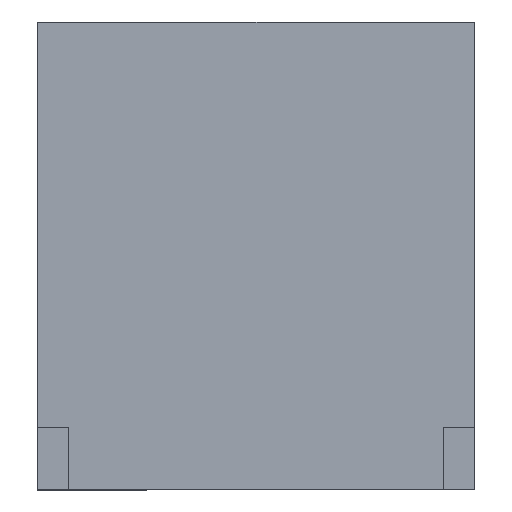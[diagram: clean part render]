
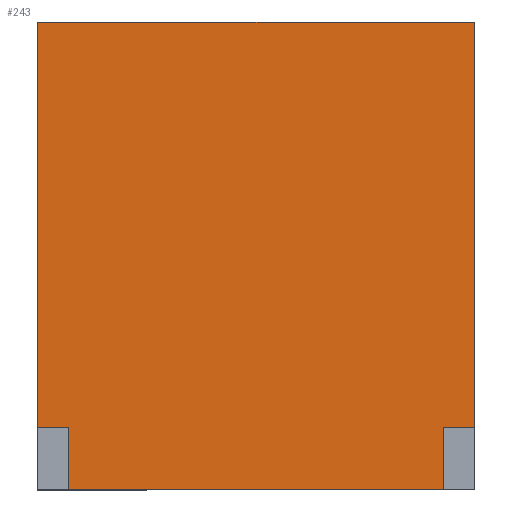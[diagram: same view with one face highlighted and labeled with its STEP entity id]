
A CAD part, top view. The second image highlights one B-rep face of the part: STEP entity #243.
In plain terms, the highlighted planar face has unit normal (0, 0, 1).
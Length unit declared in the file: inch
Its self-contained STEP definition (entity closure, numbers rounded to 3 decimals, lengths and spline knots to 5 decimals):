
#3 = CARTESIAN_POINT ( 'NONE',  ( 6.5, -8.94, 0.5 ) ) ;
#7 = ORIENTED_EDGE ( 'NONE', *, *, #441, .T. ) ;
#49 = CARTESIAN_POINT ( 'NONE',  ( 6.5, 1., 0.5 ) ) ;
#54 = CARTESIAN_POINT ( 'NONE',  ( 0.5, -8.94, 0.5 ) ) ;
#64 = DIRECTION ( 'NONE',  ( -1., 0., 0. ) ) ;
#67 = DIRECTION ( 'NONE',  ( -1., 0., 0. ) ) ;
#74 = LINE ( 'NONE', #244, #342 ) ;
#91 = LINE ( 'NONE', #330, #197 ) ;
#103 = DIRECTION ( 'NONE',  ( 0., -1., 0. ) ) ;
#106 = CARTESIAN_POINT ( 'NONE',  ( 7., 0., 0.5 ) ) ;
#110 = LINE ( 'NONE', #106, #235 ) ;
#132 = VERTEX_POINT ( 'NONE', #230 ) ;
#133 = ORIENTED_EDGE ( 'NONE', *, *, #488, .T. ) ;
#136 = LINE ( 'NONE', #54, #221 ) ;
#139 = VERTEX_POINT ( 'NONE', #49 ) ;
#150 = VERTEX_POINT ( 'NONE', #511 ) ;
#160 = ORIENTED_EDGE ( 'NONE', *, *, #474, .F. ) ;
#183 = EDGE_CURVE ( 'NONE', #343, #210, #74, .T. ) ;
#189 = LINE ( 'NONE', #498, #228 ) ;
#197 = VECTOR ( 'NONE', #67, 39.37008 ) ;
#205 = EDGE_CURVE ( 'NONE', #132, #139, #91, .T. ) ;
#209 = CARTESIAN_POINT ( 'NONE',  ( 0.5, 0., 0.5 ) ) ;
#210 = VERTEX_POINT ( 'NONE', #421 ) ;
#221 = VECTOR ( 'NONE', #555, 39.37008 ) ;
#228 = VECTOR ( 'NONE', #503, 39.37008 ) ;
#230 = CARTESIAN_POINT ( 'NONE',  ( 7., 1., 0.5 ) ) ;
#232 = VERTEX_POINT ( 'NONE', #283 ) ;
#235 = VECTOR ( 'NONE', #548, 39.37008 ) ;
#243 = ADVANCED_FACE ( 'NONE', ( #388 ), #289, .F. ) ;
#244 = CARTESIAN_POINT ( 'NONE',  ( 0., 7.5, 0.5 ) ) ;
#253 = DIRECTION ( 'NONE',  ( 0., 0., -1. ) ) ;
#275 = CARTESIAN_POINT ( 'NONE',  ( 0., 1., 0.5 ) ) ;
#278 = ORIENTED_EDGE ( 'NONE', *, *, #500, .T. ) ;
#283 = CARTESIAN_POINT ( 'NONE',  ( 6.5, 0., 0.5 ) ) ;
#289 = PLANE ( 'NONE',  #321 ) ;
#305 = LINE ( 'NONE', #3, #526 ) ;
#310 = LINE ( 'NONE', #369, #496 ) ;
#321 = AXIS2_PLACEMENT_3D ( 'NONE', #331, #253, #64 ) ;
#330 = CARTESIAN_POINT ( 'NONE',  ( 0., 1., 0.5 ) ) ;
#331 = CARTESIAN_POINT ( 'NONE',  ( 0., 0., 0.5 ) ) ;
#335 = ORIENTED_EDGE ( 'NONE', *, *, #446, .F. ) ;
#342 = VECTOR ( 'NONE', #415, 39.37008 ) ;
#343 = VERTEX_POINT ( 'NONE', #521 ) ;
#351 = EDGE_CURVE ( 'NONE', #150, #478, #560, .T. ) ;
#354 = VERTEX_POINT ( 'NONE', #209 ) ;
#369 = CARTESIAN_POINT ( 'NONE',  ( 0., 0., 0.5 ) ) ;
#387 = ORIENTED_EDGE ( 'NONE', *, *, #205, .F. ) ;
#388 = FACE_OUTER_BOUND ( 'NONE', #444, .T. ) ;
#415 = DIRECTION ( 'NONE',  ( -1., 0., 0. ) ) ;
#421 = CARTESIAN_POINT ( 'NONE',  ( 0., 7.5, 0.5 ) ) ;
#426 = ORIENTED_EDGE ( 'NONE', *, *, #351, .F. ) ;
#429 = CARTESIAN_POINT ( 'NONE',  ( 0., 1., 0.5 ) ) ;
#441 = EDGE_CURVE ( 'NONE', #210, #478, #310, .T. ) ;
#444 = EDGE_LOOP ( 'NONE', ( #387, #278, #543, #7, #426, #335, #160, #133 ) ) ;
#446 = EDGE_CURVE ( 'NONE', #354, #150, #136, .T. ) ;
#459 = DIRECTION ( 'NONE',  ( 0., 1., 0. ) ) ;
#474 = EDGE_CURVE ( 'NONE', #232, #354, #189, .T. ) ;
#478 = VERTEX_POINT ( 'NONE', #275 ) ;
#488 = EDGE_CURVE ( 'NONE', #232, #139, #305, .T. ) ;
#496 = VECTOR ( 'NONE', #103, 39.37008 ) ;
#498 = CARTESIAN_POINT ( 'NONE',  ( 0., 0., 0.5 ) ) ;
#500 = EDGE_CURVE ( 'NONE', #132, #343, #110, .T. ) ;
#503 = DIRECTION ( 'NONE',  ( -1., 0., 0. ) ) ;
#511 = CARTESIAN_POINT ( 'NONE',  ( 0.5, 1., 0.5 ) ) ;
#521 = CARTESIAN_POINT ( 'NONE',  ( 7., 7.5, 0.5 ) ) ;
#526 = VECTOR ( 'NONE', #459, 39.37008 ) ;
#543 = ORIENTED_EDGE ( 'NONE', *, *, #183, .T. ) ;
#548 = DIRECTION ( 'NONE',  ( 0., 1., 0. ) ) ;
#555 = DIRECTION ( 'NONE',  ( 0., 1., 0. ) ) ;
#560 = LINE ( 'NONE', #429, #586 ) ;
#566 = DIRECTION ( 'NONE',  ( -1., 0., 0. ) ) ;
#586 = VECTOR ( 'NONE', #566, 39.37008 ) ;
